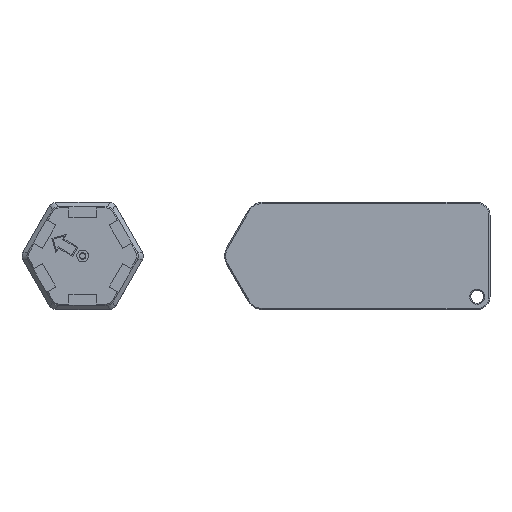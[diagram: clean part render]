
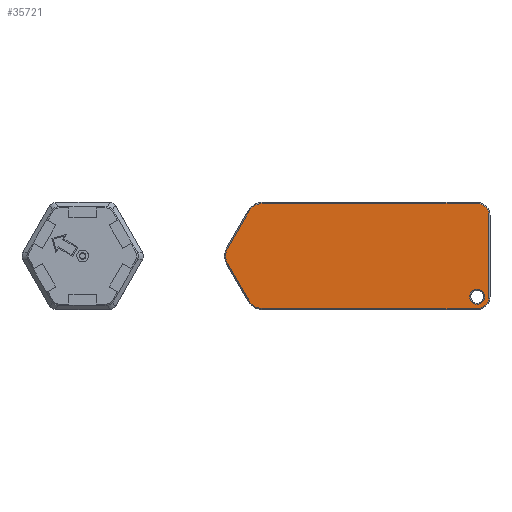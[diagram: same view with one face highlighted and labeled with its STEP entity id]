
A CAD part, top view. The second image highlights one B-rep face of the part: STEP entity #35721.
In plain terms, the highlighted planar face has unit normal (0, 0, 1).
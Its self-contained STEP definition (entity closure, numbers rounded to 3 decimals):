
#179=CIRCLE('',#37381,3.5);
#181=CIRCLE('',#37384,7.);
#182=CIRCLE('',#37385,5.5);
#183=CIRCLE('',#37386,5.5);
#184=CIRCLE('',#37387,7.);
#185=CIRCLE('',#37388,7.);
#397=FACE_BOUND('',#5515,.T.);
#1646=PLANE('',#37383);
#3451=FACE_OUTER_BOUND('',#5514,.T.);
#5514=EDGE_LOOP('',(#31837,#31838,#31839,#31840,#31841,#31842,#31843,#31844,
#31845,#31846));
#5515=EDGE_LOOP('',(#31847));
#9383=LINE('',#62910,#13483);
#9384=LINE('',#62914,#13484);
#9385=LINE('',#62918,#13485);
#9386=LINE('',#62922,#13486);
#9387=LINE('',#62925,#13487);
#13483=VECTOR('',#43832,10.);
#13484=VECTOR('',#43835,10.);
#13485=VECTOR('',#43838,10.);
#13486=VECTOR('',#43841,10.);
#13487=VECTOR('',#43844,10.);
#17748=VERTEX_POINT('',#62900);
#17750=VERTEX_POINT('',#62906);
#17751=VERTEX_POINT('',#62907);
#17752=VERTEX_POINT('',#62909);
#17753=VERTEX_POINT('',#62911);
#17754=VERTEX_POINT('',#62913);
#17755=VERTEX_POINT('',#62915);
#17756=VERTEX_POINT('',#62917);
#17757=VERTEX_POINT('',#62919);
#17758=VERTEX_POINT('',#62921);
#17759=VERTEX_POINT('',#62923);
#22539=EDGE_CURVE('',#17748,#17748,#179,.T.);
#22542=EDGE_CURVE('',#17750,#17751,#181,.T.);
#22543=EDGE_CURVE('',#17752,#17750,#9383,.T.);
#22544=EDGE_CURVE('',#17753,#17752,#182,.T.);
#22545=EDGE_CURVE('',#17754,#17753,#9384,.T.);
#22546=EDGE_CURVE('',#17755,#17754,#183,.T.);
#22547=EDGE_CURVE('',#17756,#17755,#9385,.T.);
#22548=EDGE_CURVE('',#17757,#17756,#184,.T.);
#22549=EDGE_CURVE('',#17758,#17757,#9386,.T.);
#22550=EDGE_CURVE('',#17759,#17758,#185,.T.);
#22551=EDGE_CURVE('',#17751,#17759,#9387,.T.);
#31837=ORIENTED_EDGE('',*,*,#22542,.F.);
#31838=ORIENTED_EDGE('',*,*,#22543,.F.);
#31839=ORIENTED_EDGE('',*,*,#22544,.F.);
#31840=ORIENTED_EDGE('',*,*,#22545,.F.);
#31841=ORIENTED_EDGE('',*,*,#22546,.F.);
#31842=ORIENTED_EDGE('',*,*,#22547,.F.);
#31843=ORIENTED_EDGE('',*,*,#22548,.F.);
#31844=ORIENTED_EDGE('',*,*,#22549,.F.);
#31845=ORIENTED_EDGE('',*,*,#22550,.F.);
#31846=ORIENTED_EDGE('',*,*,#22551,.F.);
#31847=ORIENTED_EDGE('',*,*,#22539,.F.);
#35721=ADVANCED_FACE('',(#3451,#397),#1646,.T.);
#37381=AXIS2_PLACEMENT_3D('',#62901,#43823,#43824);
#37383=AXIS2_PLACEMENT_3D('',#62905,#43828,#43829);
#37384=AXIS2_PLACEMENT_3D('',#62908,#43830,#43831);
#37385=AXIS2_PLACEMENT_3D('',#62912,#43833,#43834);
#37386=AXIS2_PLACEMENT_3D('',#62916,#43836,#43837);
#37387=AXIS2_PLACEMENT_3D('',#62920,#43839,#43840);
#37388=AXIS2_PLACEMENT_3D('',#62924,#43842,#43843);
#43823=DIRECTION('center_axis',(0.,0.,1.));
#43824=DIRECTION('ref_axis',(1.,0.,0.));
#43828=DIRECTION('center_axis',(0.,0.,1.));
#43829=DIRECTION('ref_axis',(1.,0.,0.));
#43830=DIRECTION('center_axis',(0.,0.,-1.));
#43831=DIRECTION('ref_axis',(-0.5,-0.866,0.));
#43832=DIRECTION('',(-1.,0.,0.));
#43833=DIRECTION('center_axis',(0.,0.,-1.));
#43834=DIRECTION('ref_axis',(0.707,-0.707,0.));
#43835=DIRECTION('',(0.,-1.,0.));
#43836=DIRECTION('center_axis',(0.,0.,-1.));
#43837=DIRECTION('ref_axis',(0.707,0.707,0.));
#43838=DIRECTION('',(1.,0.,0.));
#43839=DIRECTION('center_axis',(0.,0.,-1.));
#43840=DIRECTION('ref_axis',(-0.5,0.866,0.));
#43841=DIRECTION('',(0.5,0.866,0.));
#43842=DIRECTION('center_axis',(0.,0.,-1.));
#43843=DIRECTION('ref_axis',(-1.,0.,0.));
#43844=DIRECTION('',(-0.5,0.866,0.));
#62900=CARTESIAN_POINT('',(165.5,-19.,50.));
#62901=CARTESIAN_POINT('Origin',(169.,-19.,50.));
#62905=CARTESIAN_POINT('Origin',(112.5,0.,50.));
#62906=CARTESIAN_POINT('',(68.764,-24.5,50.));
#62907=CARTESIAN_POINT('',(62.702,-21.,50.));
#62908=CARTESIAN_POINT('Origin',(68.764,-17.5,50.));
#62909=CARTESIAN_POINT('',(169.,-24.5,50.));
#62910=CARTESIAN_POINT('',(143.75,-24.5,50.));
#62911=CARTESIAN_POINT('',(174.5,-19.,50.));
#62912=CARTESIAN_POINT('Origin',(169.,-19.,50.));
#62913=CARTESIAN_POINT('',(174.5,19.,50.));
#62914=CARTESIAN_POINT('',(174.5,12.5,50.));
#62915=CARTESIAN_POINT('',(169.,24.5,50.));
#62916=CARTESIAN_POINT('Origin',(169.,19.,50.));
#62917=CARTESIAN_POINT('',(68.764,24.5,50.));
#62918=CARTESIAN_POINT('',(88.467,24.5,50.));
#62919=CARTESIAN_POINT('',(62.702,21.,50.));
#62920=CARTESIAN_POINT('Origin',(68.764,17.5,50.));
#62921=CARTESIAN_POINT('',(52.598,3.5,50.));
#62922=CARTESIAN_POINT('',(58.246,13.282,50.));
#62923=CARTESIAN_POINT('',(52.598,-3.5,50.));
#62924=CARTESIAN_POINT('Origin',(58.66,0.,
50.));
#62925=CARTESIAN_POINT('',(65.462,-25.782,50.));
